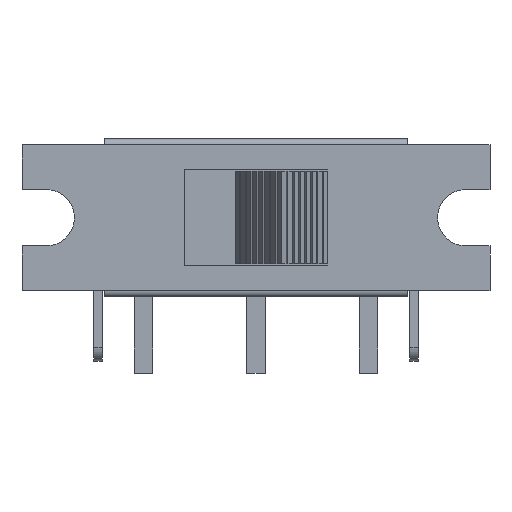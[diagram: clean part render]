
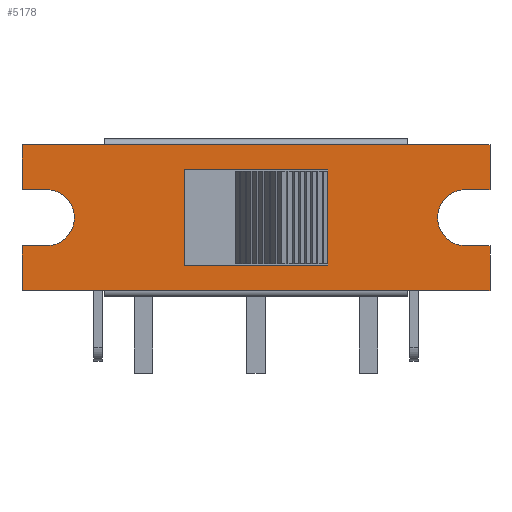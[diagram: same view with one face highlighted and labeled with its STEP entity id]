
A CAD part, top view. The second image highlights one B-rep face of the part: STEP entity #5178.
In plain terms, the highlighted planar face has unit normal (0, 0, 1).
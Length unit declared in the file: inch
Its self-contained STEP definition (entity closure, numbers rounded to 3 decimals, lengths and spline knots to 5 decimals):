
#22=FACE_BOUND('',#749,.T.);
#184=PLANE('',#5584);
#459=FACE_OUTER_BOUND('',#748,.T.);
#748=EDGE_LOOP('',(#4396,#4397,#4398,#4399,#4400,#4401,#4402,#4403,#4404,
#4405,#4406,#4407,#4408,#4409,#4410,#4411));
#749=EDGE_LOOP('',(#4412,#4413,#4414,#4415,#4416,#4417));
#1219=LINE('',#8004,#1850);
#1231=LINE('',#8027,#1862);
#1298=LINE('',#8220,#1929);
#1302=LINE('',#8227,#1933);
#1303=LINE('',#8229,#1934);
#1304=LINE('',#8231,#1935);
#1305=LINE('',#8235,#1936);
#1306=LINE('',#8237,#1937);
#1307=LINE('',#8239,#1938);
#1308=LINE('',#8240,#1939);
#1309=LINE('',#8242,#1940);
#1310=LINE('',#8244,#1941);
#1311=LINE('',#8246,#1942);
#1312=LINE('',#8250,#1943);
#1313=LINE('',#8252,#1944);
#1314=LINE('',#8253,#1945);
#1315=LINE('',#8255,#1946);
#1316=LINE('',#8257,#1947);
#1317=LINE('',#8259,#1948);
#1318=LINE('',#8260,#1949);
#1850=VECTOR('',#6513,0.3937);
#1862=VECTOR('',#6533,0.3937);
#1929=VECTOR('',#6712,0.3937);
#1933=VECTOR('',#6720,0.3937);
#1934=VECTOR('',#6721,0.3937);
#1935=VECTOR('',#6722,0.3937);
#1936=VECTOR('',#6725,0.3937);
#1937=VECTOR('',#6726,0.3937);
#1938=VECTOR('',#6727,0.3937);
#1939=VECTOR('',#6728,0.3937);
#1940=VECTOR('',#6729,0.3937);
#1941=VECTOR('',#6730,0.3937);
#1942=VECTOR('',#6731,0.3937);
#1943=VECTOR('',#6734,0.3937);
#1944=VECTOR('',#6735,0.3937);
#1945=VECTOR('',#6736,0.3937);
#1946=VECTOR('',#6737,0.3937);
#1947=VECTOR('',#6738,0.3937);
#1948=VECTOR('',#6739,0.3937);
#1949=VECTOR('',#6740,0.3937);
#2210=CIRCLE('',#5585,0.04626);
#2211=CIRCLE('',#5586,0.04626);
#2410=VERTEX_POINT('',#7712);
#2512=VERTEX_POINT('',#8003);
#2519=VERTEX_POINT('',#8025);
#2564=VERTEX_POINT('',#8144);
#2584=VERTEX_POINT('',#8199);
#2588=VERTEX_POINT('',#8216);
#2590=VERTEX_POINT('',#8226);
#2591=VERTEX_POINT('',#8228);
#2592=VERTEX_POINT('',#8230);
#2593=VERTEX_POINT('',#8232);
#2594=VERTEX_POINT('',#8234);
#2595=VERTEX_POINT('',#8236);
#2596=VERTEX_POINT('',#8238);
#2597=VERTEX_POINT('',#8241);
#2598=VERTEX_POINT('',#8243);
#2599=VERTEX_POINT('',#8245);
#2600=VERTEX_POINT('',#8247);
#2601=VERTEX_POINT('',#8249);
#2602=VERTEX_POINT('',#8251);
#2603=VERTEX_POINT('',#8254);
#2604=VERTEX_POINT('',#8256);
#2605=VERTEX_POINT('',#8258);
#3134=EDGE_CURVE('',#2512,#2410,#1219,.T.);
#3146=EDGE_CURVE('',#2410,#2519,#1231,.T.);
#3243=EDGE_CURVE('',#2564,#2588,#1298,.T.);
#3247=EDGE_CURVE('',#2590,#2564,#1302,.T.);
#3248=EDGE_CURVE('',#2591,#2590,#1303,.T.);
#3249=EDGE_CURVE('',#2592,#2591,#1304,.T.);
#3250=EDGE_CURVE('',#2593,#2592,#2210,.T.);
#3251=EDGE_CURVE('',#2594,#2593,#1305,.T.);
#3252=EDGE_CURVE('',#2595,#2594,#1306,.T.);
#3253=EDGE_CURVE('',#2596,#2595,#1307,.T.);
#3254=EDGE_CURVE('',#2584,#2596,#1308,.T.);
#3255=EDGE_CURVE('',#2597,#2584,#1309,.T.);
#3256=EDGE_CURVE('',#2598,#2597,#1310,.T.);
#3257=EDGE_CURVE('',#2599,#2598,#1311,.T.);
#3258=EDGE_CURVE('',#2600,#2599,#2211,.T.);
#3259=EDGE_CURVE('',#2601,#2600,#1312,.T.);
#3260=EDGE_CURVE('',#2602,#2601,#1313,.T.);
#3261=EDGE_CURVE('',#2588,#2602,#1314,.T.);
#3262=EDGE_CURVE('',#2603,#2512,#1315,.T.);
#3263=EDGE_CURVE('',#2519,#2604,#1316,.T.);
#3264=EDGE_CURVE('',#2604,#2605,#1317,.T.);
#3265=EDGE_CURVE('',#2605,#2603,#1318,.T.);
#4396=ORIENTED_EDGE('',*,*,#3243,.F.);
#4397=ORIENTED_EDGE('',*,*,#3247,.F.);
#4398=ORIENTED_EDGE('',*,*,#3248,.F.);
#4399=ORIENTED_EDGE('',*,*,#3249,.F.);
#4400=ORIENTED_EDGE('',*,*,#3250,.F.);
#4401=ORIENTED_EDGE('',*,*,#3251,.F.);
#4402=ORIENTED_EDGE('',*,*,#3252,.F.);
#4403=ORIENTED_EDGE('',*,*,#3253,.F.);
#4404=ORIENTED_EDGE('',*,*,#3254,.F.);
#4405=ORIENTED_EDGE('',*,*,#3255,.F.);
#4406=ORIENTED_EDGE('',*,*,#3256,.F.);
#4407=ORIENTED_EDGE('',*,*,#3257,.F.);
#4408=ORIENTED_EDGE('',*,*,#3258,.F.);
#4409=ORIENTED_EDGE('',*,*,#3259,.F.);
#4410=ORIENTED_EDGE('',*,*,#3260,.F.);
#4411=ORIENTED_EDGE('',*,*,#3261,.F.);
#4412=ORIENTED_EDGE('',*,*,#3262,.T.);
#4413=ORIENTED_EDGE('',*,*,#3134,.T.);
#4414=ORIENTED_EDGE('',*,*,#3146,.T.);
#4415=ORIENTED_EDGE('',*,*,#3263,.T.);
#4416=ORIENTED_EDGE('',*,*,#3264,.T.);
#4417=ORIENTED_EDGE('',*,*,#3265,.T.);
#5178=ADVANCED_FACE('',(#459,#22),#184,.T.);
#5584=AXIS2_PLACEMENT_3D('',#8225,#6718,#6719);
#5585=AXIS2_PLACEMENT_3D('',#8233,#6723,#6724);
#5586=AXIS2_PLACEMENT_3D('',#8248,#6732,#6733);
#6513=DIRECTION('',(0.,-1.,0.));
#6533=DIRECTION('',(0.,-1.,0.));
#6712=DIRECTION('',(1.,0.,0.));
#6718=DIRECTION('center_axis',(0.,0.,
1.));
#6719=DIRECTION('ref_axis',(1.,0.,0.));
#6720=DIRECTION('',(1.,0.,0.));
#6721=DIRECTION('',(0.,1.,0.));
#6722=DIRECTION('',(-1.,0.,0.));
#6723=DIRECTION('center_axis',(0.,0.,
1.));
#6724=DIRECTION('ref_axis',(0.,-1.,0.));
#6725=DIRECTION('',(1.,0.,0.));
#6726=DIRECTION('',(0.,1.,0.));
#6727=DIRECTION('',(-1.,0.,0.));
#6728=DIRECTION('',(-1.,0.,0.));
#6729=DIRECTION('',(-1.,0.,0.));
#6730=DIRECTION('',(0.,-1.,0.));
#6731=DIRECTION('',(1.,0.,0.));
#6732=DIRECTION('center_axis',(0.,0.,
1.));
#6733=DIRECTION('ref_axis',(0.,1.,0.));
#6734=DIRECTION('',(-1.,0.,0.));
#6735=DIRECTION('',(0.,-1.,0.));
#6736=DIRECTION('',(1.,0.,0.));
#6737=DIRECTION('',(0.,-1.,0.));
#6738=DIRECTION('',(-1.,0.,0.));
#6739=DIRECTION('',(0.,1.,0.));
#6740=DIRECTION('',(1.,0.,0.));
#7712=CARTESIAN_POINT('',(0.11811,-0.07598,0.26417));
#8003=CARTESIAN_POINT('',(0.11811,0.07598,0.26417));
#8004=CARTESIAN_POINT('',(0.11811,0.03937,0.26417));
#8025=CARTESIAN_POINT('',(0.11811,-0.07874,0.26417));
#8027=CARTESIAN_POINT('',(0.11811,0.03937,0.26417));
#8144=CARTESIAN_POINT('',(-0.25,0.12008,0.26417));
#8199=CARTESIAN_POINT('',(0.25,-0.12008,0.26417));
#8216=CARTESIAN_POINT('',(0.25,0.12008,0.26417));
#8220=CARTESIAN_POINT('',(-0.125,0.12008,0.26417));
#8225=CARTESIAN_POINT('Origin',(0.,0.,
0.26417));
#8226=CARTESIAN_POINT('',(-0.38504,0.12008,0.26417));
#8227=CARTESIAN_POINT('',(-0.38504,0.12008,0.26417));
#8228=CARTESIAN_POINT('',(-0.38504,0.04626,0.26417));
#8229=CARTESIAN_POINT('',(-0.38504,0.04626,0.26417));
#8230=CARTESIAN_POINT('',(-0.34508,0.04626,0.26417));
#8231=CARTESIAN_POINT('',(-0.34508,0.04626,0.26417));
#8232=CARTESIAN_POINT('',(-0.34508,-0.04626,0.26417));
#8233=CARTESIAN_POINT('Origin',(-0.34508,0.,
0.26417));
#8234=CARTESIAN_POINT('',(-0.38504,-0.04626,0.26417));
#8235=CARTESIAN_POINT('',(-0.38504,-0.04626,0.26417));
#8236=CARTESIAN_POINT('',(-0.38504,-0.12008,0.26417));
#8237=CARTESIAN_POINT('',(-0.38504,-0.12008,0.26417));
#8238=CARTESIAN_POINT('',(-0.25,-0.12008,0.26417));
#8239=CARTESIAN_POINT('',(-0.25,-0.12008,0.26417));
#8240=CARTESIAN_POINT('',(0.125,-0.12008,0.26417));
#8241=CARTESIAN_POINT('',(0.38504,-0.12008,0.26417));
#8242=CARTESIAN_POINT('',(0.38504,-0.12008,0.26417));
#8243=CARTESIAN_POINT('',(0.38504,-0.04626,0.26417));
#8244=CARTESIAN_POINT('',(0.38504,-0.04626,0.26417));
#8245=CARTESIAN_POINT('',(0.34508,-0.04626,0.26417));
#8246=CARTESIAN_POINT('',(0.34508,-0.04626,0.26417));
#8247=CARTESIAN_POINT('',(0.34508,0.04626,0.26417));
#8248=CARTESIAN_POINT('Origin',(0.34508,0.,0.26417));
#8249=CARTESIAN_POINT('',(0.38504,0.04626,0.26417));
#8250=CARTESIAN_POINT('',(0.38504,0.04626,0.26417));
#8251=CARTESIAN_POINT('',(0.38504,0.12008,0.26417));
#8252=CARTESIAN_POINT('',(0.38504,0.12008,0.26417));
#8253=CARTESIAN_POINT('',(0.25,0.12008,0.26417));
#8254=CARTESIAN_POINT('',(0.11811,0.07874,0.26417));
#8255=CARTESIAN_POINT('',(0.11811,0.03937,0.26417));
#8256=CARTESIAN_POINT('',(-0.11811,-0.07874,0.26417));
#8257=CARTESIAN_POINT('',(0.05906,-0.07874,0.26417));
#8258=CARTESIAN_POINT('',(-0.11811,0.07874,0.26417));
#8259=CARTESIAN_POINT('',(-0.11811,-0.03937,0.26417));
#8260=CARTESIAN_POINT('',(-0.05906,0.07874,0.26417));
